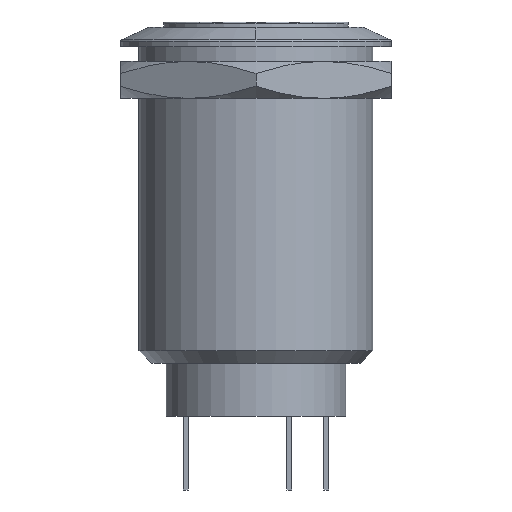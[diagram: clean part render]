
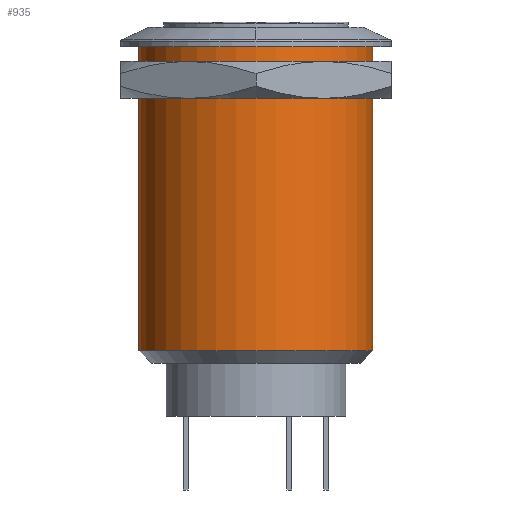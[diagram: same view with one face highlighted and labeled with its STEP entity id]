
A CAD part, front view. The second image highlights one B-rep face of the part: STEP entity #935.
In plain terms, the highlighted cylindrical face has radius 9.5 mm (diameter 19 mm), a partial arc.
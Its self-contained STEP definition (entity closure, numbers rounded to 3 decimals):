
#10 = EDGE_CURVE ( 'NONE', #633, #1831, #211, .T. ) ;
#136 = VECTOR ( 'NONE', #338, 1000. ) ;
#211 = CIRCLE ( 'NONE', #715, 9.5 ) ;
#302 = ORIENTED_EDGE ( 'NONE', *, *, #906, .F. ) ;
#338 = DIRECTION ( 'NONE',  ( 0., 0., 1. ) ) ;
#453 = CARTESIAN_POINT ( 'NONE',  ( -9.5, 0., 0. ) ) ;
#508 = EDGE_LOOP ( 'NONE', ( #1451, #1078, #1539, #302 ) ) ;
#633 = VERTEX_POINT ( 'NONE', #889 ) ;
#715 = AXIS2_PLACEMENT_3D ( 'NONE', #1365, #1489, #1907 ) ;
#752 = DIRECTION ( 'NONE',  ( 0., 0., 1. ) ) ;
#776 = DIRECTION ( 'NONE',  ( 1., 0., 0. ) ) ;
#799 = DIRECTION ( 'NONE',  ( 1., 0., 0. ) ) ;
#878 = VERTEX_POINT ( 'NONE', #1161 ) ;
#881 = CYLINDRICAL_SURFACE ( 'NONE', #2040, 9.5 ) ;
#882 = LINE ( 'NONE', #1225, #954 ) ;
#889 = CARTESIAN_POINT ( 'NONE',  ( -9.5, 0., -24.7 ) ) ;
#906 = EDGE_CURVE ( 'NONE', #1999, #878, #1219, .T. ) ;
#914 = CARTESIAN_POINT ( 'NONE',  ( 9.5, 0., -24.7 ) ) ;
#935 = ADVANCED_FACE ( 'NONE', ( #2147 ), #881, .T. ) ;
#954 = VECTOR ( 'NONE', #752, 1000. ) ;
#968 = LINE ( 'NONE', #1480, #136 ) ;
#1043 = DIRECTION ( 'NONE',  ( 0., 0., 1. ) ) ;
#1078 = ORIENTED_EDGE ( 'NONE', *, *, #10, .T. ) ;
#1161 = CARTESIAN_POINT ( 'NONE',  ( 9.5, 0., 0. ) ) ;
#1219 = CIRCLE ( 'NONE', #1687, 9.5 ) ;
#1225 = CARTESIAN_POINT ( 'NONE',  ( 9.5, 0., 0. ) ) ;
#1364 = CARTESIAN_POINT ( 'NONE',  ( 0., 0., 0. ) ) ;
#1365 = CARTESIAN_POINT ( 'NONE',  ( 0., 0., -24.7 ) ) ;
#1451 = ORIENTED_EDGE ( 'NONE', *, *, #1967, .F. ) ;
#1480 = CARTESIAN_POINT ( 'NONE',  ( -9.5, 0., 0. ) ) ;
#1489 = DIRECTION ( 'NONE',  ( 0., 0., 1. ) ) ;
#1539 = ORIENTED_EDGE ( 'NONE', *, *, #1561, .T. ) ;
#1561 = EDGE_CURVE ( 'NONE', #1831, #878, #882, .T. ) ;
#1687 = AXIS2_PLACEMENT_3D ( 'NONE', #2100, #1949, #776 ) ;
#1831 = VERTEX_POINT ( 'NONE', #914 ) ;
#1907 = DIRECTION ( 'NONE',  ( 1., 0., 0. ) ) ;
#1949 = DIRECTION ( 'NONE',  ( 0., 0., 1. ) ) ;
#1967 = EDGE_CURVE ( 'NONE', #633, #1999, #968, .T. ) ;
#1999 = VERTEX_POINT ( 'NONE', #453 ) ;
#2040 = AXIS2_PLACEMENT_3D ( 'NONE', #1364, #1043, #799 ) ;
#2100 = CARTESIAN_POINT ( 'NONE',  ( 0., 0., 0. ) ) ;
#2147 = FACE_OUTER_BOUND ( 'NONE', #508, .T. ) ;
